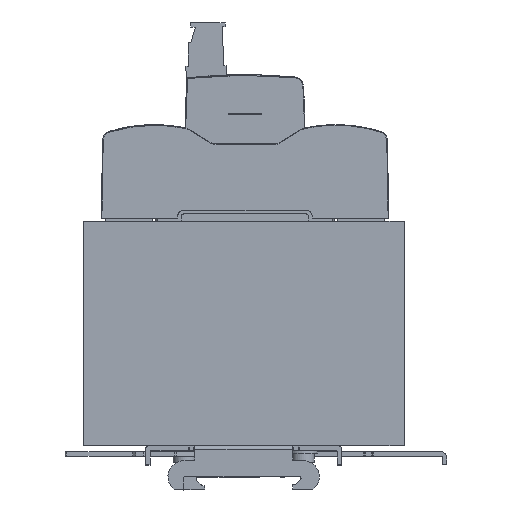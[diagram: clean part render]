
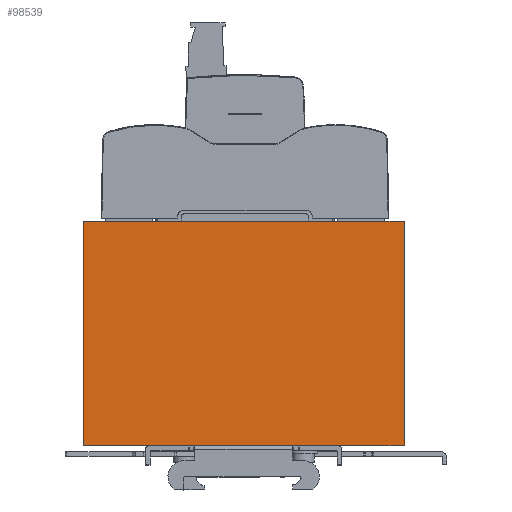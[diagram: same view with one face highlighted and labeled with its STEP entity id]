
A CAD part, left-side view. The second image highlights one B-rep face of the part: STEP entity #98539.
In plain terms, the highlighted planar face has unit normal (-1, 0, 0).
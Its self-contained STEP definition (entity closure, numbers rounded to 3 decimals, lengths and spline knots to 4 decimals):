
#3925=LINE('',#151979,#13356);
#4067=LINE('',#152550,#13498);
#4289=LINE('',#153163,#13720);
#4290=LINE('',#153165,#13721);
#13356=VECTOR('',#118872,2.7559);
#13498=VECTOR('',#119306,2.7559);
#13720=VECTOR('',#119960,3.937);
#13721=VECTOR('',#119963,3.937);
#24678=FACE_OUTER_BOUND('',#29953,.T.);
#29953=EDGE_LOOP('',(#69466,#69467,#69468,#69469));
#39774=VERTEX_POINT('',#151976);
#39775=VERTEX_POINT('',#151978);
#40057=VERTEX_POINT('',#152547);
#40058=VERTEX_POINT('',#152549);
#50409=EDGE_CURVE('',#39774,#39775,#3925,.T.);
#50696=EDGE_CURVE('',#40058,#40057,#4067,.T.);
#50992=EDGE_CURVE('',#39775,#40057,#4289,.T.);
#50993=EDGE_CURVE('',#39774,#40058,#4290,.T.);
#69466=ORIENTED_EDGE('',*,*,#50696,.T.);
#69467=ORIENTED_EDGE('',*,*,#50992,.F.);
#69468=ORIENTED_EDGE('',*,*,#50409,.F.);
#69469=ORIENTED_EDGE('',*,*,#50993,.T.);
#89417=PLANE('',#105285);
#98539=ADVANCED_FACE('',(#24678),#89417,.F.);
#105285=AXIS2_PLACEMENT_3D('',#153164,#119961,#119962);
#118872=DIRECTION('',(0.,0.,-1.));
#119306=DIRECTION('',(0.,0.,-1.));
#119960=DIRECTION('',(0.,1.,0.));
#119961=DIRECTION('center_axis',(1.,0.,0.));
#119962=DIRECTION('ref_axis',(0.,0.,-1.));
#119963=DIRECTION('',(0.,1.,0.));
#151976=CARTESIAN_POINT('',(-1.2795,-1.9685,1.378));
#151978=CARTESIAN_POINT('',(-1.2795,-1.9685,-1.378));
#151979=CARTESIAN_POINT('',(-1.2795,-1.9685,1.378));
#152547=CARTESIAN_POINT('',(-1.2795,1.9685,-1.378));
#152549=CARTESIAN_POINT('',(-1.2795,1.9685,1.378));
#152550=CARTESIAN_POINT('',(-1.2795,1.9685,1.378));
#153163=CARTESIAN_POINT('',(-1.2795,-1.9685,-1.378));
#153164=CARTESIAN_POINT('Origin',(-1.2795,-1.9685,1.378));
#153165=CARTESIAN_POINT('',(-1.2795,-1.9685,1.378));
